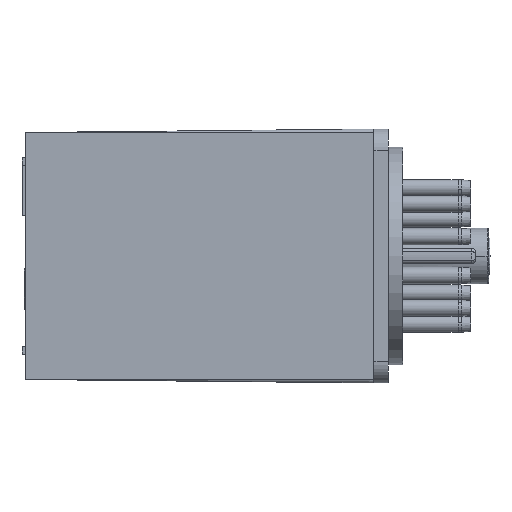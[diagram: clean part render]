
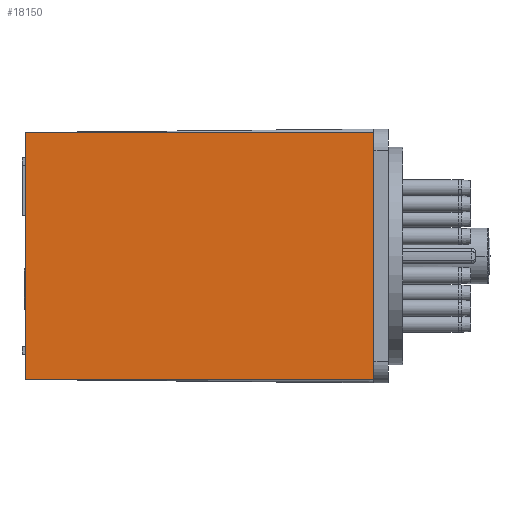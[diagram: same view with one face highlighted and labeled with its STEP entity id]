
A CAD part, left-side view. The second image highlights one B-rep face of the part: STEP entity #18150.
In plain terms, the highlighted planar face has unit normal (-1, 0.01, 0).
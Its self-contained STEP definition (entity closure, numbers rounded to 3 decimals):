
#294 = DIRECTION ( 'NONE',  ( -1., 0.01, 0. ) ) ;
#723 = VECTOR ( 'NONE', #3192, 1000. ) ;
#814 = CARTESIAN_POINT ( 'NONE',  ( -17.5, 2., 0. ) ) ;
#1823 = CARTESIAN_POINT ( 'NONE',  ( -17.018, 50., -17. ) ) ;
#2308 = CARTESIAN_POINT ( 'NONE',  ( -17.018, 50., 0. ) ) ;
#2409 = VERTEX_POINT ( 'NONE', #8243 ) ;
#3192 = DIRECTION ( 'NONE',  ( 0.01, 1., 0. ) ) ;
#3258 = EDGE_CURVE ( 'NONE', #5940, #4591, #17138, .T. ) ;
#3943 = DIRECTION ( 'NONE',  ( 0., 0., 1. ) ) ;
#4548 = DIRECTION ( 'NONE',  ( -0.01, -1., 0. ) ) ;
#4591 = VERTEX_POINT ( 'NONE', #19081 ) ;
#4647 = EDGE_LOOP ( 'NONE', ( #5235, #9570, #11174, #4727 ) ) ;
#4727 = ORIENTED_EDGE ( 'NONE', *, *, #3258, .T. ) ;
#5235 = ORIENTED_EDGE ( 'NONE', *, *, #15264, .F. ) ;
#5846 = CARTESIAN_POINT ( 'NONE',  ( -17.018, 50., -17. ) ) ;
#5940 = VERTEX_POINT ( 'NONE', #9402 ) ;
#6855 = AXIS2_PLACEMENT_3D ( 'NONE', #1823, #294, #11472 ) ;
#8243 = CARTESIAN_POINT ( 'NONE',  ( -17.5, 2., -17. ) ) ;
#8776 = DIRECTION ( 'NONE',  ( 0., 0., 1. ) ) ;
#9402 = CARTESIAN_POINT ( 'NONE',  ( -17.5, 2., 17. ) ) ;
#9570 = ORIENTED_EDGE ( 'NONE', *, *, #19874, .T. ) ;
#9856 = PLANE ( 'NONE',  #6855 ) ;
#9897 = VECTOR ( 'NONE', #8776, 1000. ) ;
#10203 = VECTOR ( 'NONE', #3943, 1000. ) ;
#10422 = LINE ( 'NONE', #814, #9897 ) ;
#11174 = ORIENTED_EDGE ( 'NONE', *, *, #20039, .T. ) ;
#11472 = DIRECTION ( 'NONE',  ( -0.01, -1., 0. ) ) ;
#11993 = FACE_OUTER_BOUND ( 'NONE', #4647, .T. ) ;
#12492 = CARTESIAN_POINT ( 'NONE',  ( -17.259, 26., -17. ) ) ;
#12613 = CARTESIAN_POINT ( 'NONE',  ( -17.259, 26., 17. ) ) ;
#14372 = LINE ( 'NONE', #2308, #10203 ) ;
#14959 = VERTEX_POINT ( 'NONE', #5846 ) ;
#15264 = EDGE_CURVE ( 'NONE', #14959, #4591, #14372, .T. ) ;
#17138 = LINE ( 'NONE', #12613, #723 ) ;
#18150 = ADVANCED_FACE ( 'NONE', ( #11993 ), #9856, .T. ) ;
#19081 = CARTESIAN_POINT ( 'NONE',  ( -17.018, 50., 17. ) ) ;
#19829 = LINE ( 'NONE', #12492, #20345 ) ;
#19874 = EDGE_CURVE ( 'NONE', #14959, #2409, #19829, .T. ) ;
#20039 = EDGE_CURVE ( 'NONE', #2409, #5940, #10422, .T. ) ;
#20345 = VECTOR ( 'NONE', #4548, 1000. ) ;
